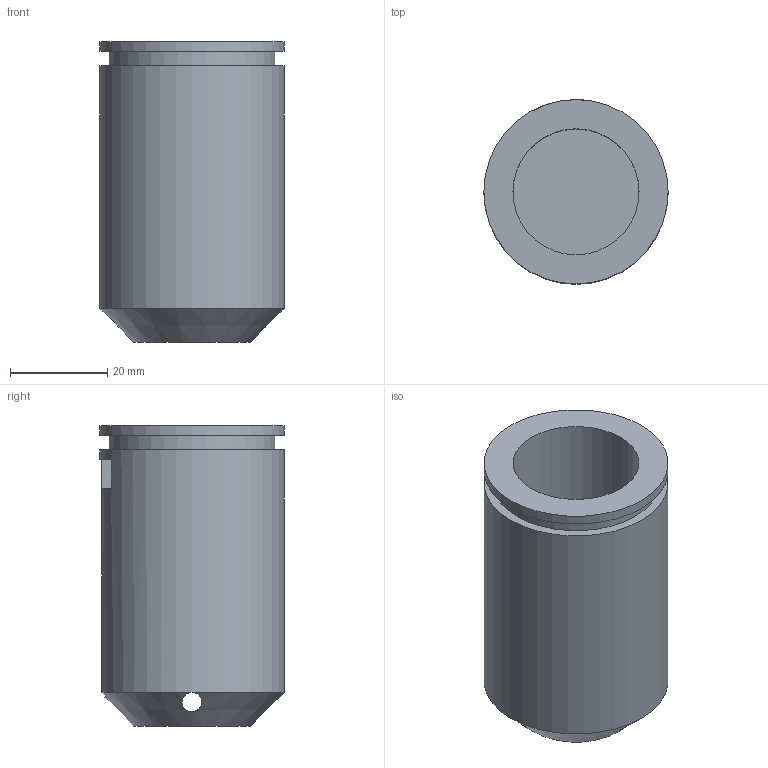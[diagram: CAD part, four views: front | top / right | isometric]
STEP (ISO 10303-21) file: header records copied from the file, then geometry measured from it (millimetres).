
FILE_DESCRIPTION(('FreeCAD Model'),'2;1');
FILE_NAME('Open CASCADE Shape Model','2024-08-26T19:57:39',(''),(''), 'Open CASCADE STEP processor 7.6','FreeCAD','Unknown');
FILE_SCHEMA(('AUTOMOTIVE_DESIGN { 1 0 10303 214 1 1 1 1 }'));
Length unit declared in the file: millimetre
Products named in the file (1): difference (Solid)
Bounding box: 38 x 38 x 62 mm (x, y, z)
Volume: 38549 mm3; surface area: 14400.5 mm2
Topology: 1 solids, 1 shells, 21 faces, 48 edges, 30 vertices
Faces by surface type: plane 15, cylinder 5, cone 1
Full cylindrical faces by diameter (mm): 4 x1, 26 x1, 34.2 x1, 38 x2
Entity records: 932 total; most frequent: CARTESIAN_POINT 418, DIRECTION 107, ORIENTED_EDGE 96, EDGE_CURVE 48, AXIS2_PLACEMENT_3D 40, VERTEX_POINT 30, LINE 27, VECTOR 27
